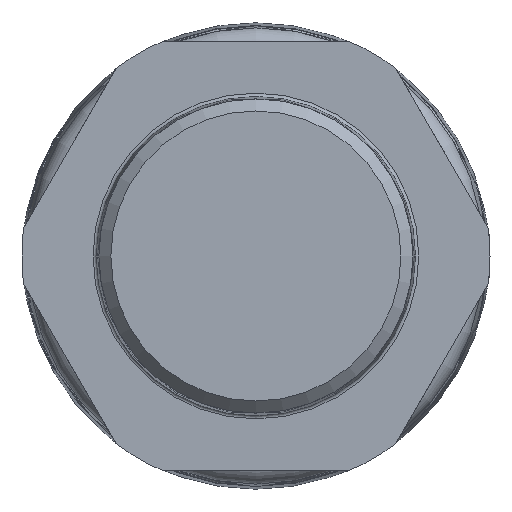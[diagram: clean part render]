
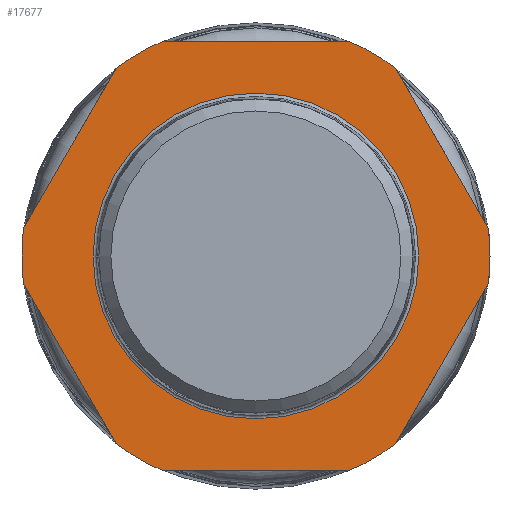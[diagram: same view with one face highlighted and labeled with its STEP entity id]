
A CAD part, left-side view. The second image highlights one B-rep face of the part: STEP entity #17677.
In plain terms, the highlighted planar face has unit normal (-1, 0, 0).
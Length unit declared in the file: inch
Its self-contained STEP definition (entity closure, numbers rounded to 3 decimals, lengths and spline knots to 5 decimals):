
#129=FACE_BOUND('',#4203,.T.);
#2046=CIRCLE('',#19450,0.96969);
#2047=CIRCLE('',#19451,0.96969);
#2051=CIRCLE('',#19457,1.3937);
#2052=CIRCLE('',#19458,1.3937);
#2053=CIRCLE('',#19459,1.3937);
#2054=CIRCLE('',#19460,1.3937);
#2055=CIRCLE('',#19461,1.3937);
#2056=CIRCLE('',#19462,1.3937);
#3218=FACE_OUTER_BOUND('',#4202,.T.);
#4202=EDGE_LOOP('',(#16227,#16228,#16229,#16230,#16231,#16232,#16233,#16234,
#16235,#16236,#16237,#16238));
#4203=EDGE_LOOP('',(#16239,#16240));
#5262=LINE('',#36197,#6016);
#5263=LINE('',#36201,#6017);
#5264=LINE('',#36205,#6018);
#5265=LINE('',#36209,#6019);
#5266=LINE('',#36213,#6020);
#5267=LINE('',#36217,#6021);
#6016=VECTOR('',#23708,0.3937);
#6017=VECTOR('',#23711,0.3937);
#6018=VECTOR('',#23714,0.3937);
#6019=VECTOR('',#23717,0.3937);
#6020=VECTOR('',#23720,0.3937);
#6021=VECTOR('',#23723,0.3937);
#8390=VERTEX_POINT('',#36182);
#8391=VERTEX_POINT('',#36184);
#8394=VERTEX_POINT('',#36195);
#8395=VERTEX_POINT('',#36196);
#8396=VERTEX_POINT('',#36198);
#8397=VERTEX_POINT('',#36200);
#8398=VERTEX_POINT('',#36202);
#8399=VERTEX_POINT('',#36204);
#8400=VERTEX_POINT('',#36206);
#8401=VERTEX_POINT('',#36208);
#8402=VERTEX_POINT('',#36210);
#8403=VERTEX_POINT('',#36212);
#8404=VERTEX_POINT('',#36214);
#8405=VERTEX_POINT('',#36216);
#11011=EDGE_CURVE('',#8390,#8391,#2046,.T.);
#11012=EDGE_CURVE('',#8391,#8390,#2047,.T.);
#11017=EDGE_CURVE('',#8394,#8395,#5262,.T.);
#11018=EDGE_CURVE('',#8396,#8395,#2051,.T.);
#11019=EDGE_CURVE('',#8396,#8397,#5263,.T.);
#11020=EDGE_CURVE('',#8398,#8397,#2052,.T.);
#11021=EDGE_CURVE('',#8398,#8399,#5264,.T.);
#11022=EDGE_CURVE('',#8400,#8399,#2053,.T.);
#11023=EDGE_CURVE('',#8400,#8401,#5265,.T.);
#11024=EDGE_CURVE('',#8402,#8401,#2054,.T.);
#11025=EDGE_CURVE('',#8402,#8403,#5266,.T.);
#11026=EDGE_CURVE('',#8404,#8403,#2055,.T.);
#11027=EDGE_CURVE('',#8404,#8405,#5267,.T.);
#11028=EDGE_CURVE('',#8394,#8405,#2056,.T.);
#16227=ORIENTED_EDGE('',*,*,#11017,.T.);
#16228=ORIENTED_EDGE('',*,*,#11018,.F.);
#16229=ORIENTED_EDGE('',*,*,#11019,.T.);
#16230=ORIENTED_EDGE('',*,*,#11020,.F.);
#16231=ORIENTED_EDGE('',*,*,#11021,.T.);
#16232=ORIENTED_EDGE('',*,*,#11022,.F.);
#16233=ORIENTED_EDGE('',*,*,#11023,.T.);
#16234=ORIENTED_EDGE('',*,*,#11024,.F.);
#16235=ORIENTED_EDGE('',*,*,#11025,.T.);
#16236=ORIENTED_EDGE('',*,*,#11026,.F.);
#16237=ORIENTED_EDGE('',*,*,#11027,.T.);
#16238=ORIENTED_EDGE('',*,*,#11028,.F.);
#16239=ORIENTED_EDGE('',*,*,#11012,.F.);
#16240=ORIENTED_EDGE('',*,*,#11011,.F.);
#16744=PLANE('',#19456);
#17677=ADVANCED_FACE('',(#3218,#129),#16744,.T.);
#19450=AXIS2_PLACEMENT_3D('',#36185,#23693,#23694);
#19451=AXIS2_PLACEMENT_3D('',#36186,#23695,#23696);
#19456=AXIS2_PLACEMENT_3D('',#36194,#23706,#23707);
#19457=AXIS2_PLACEMENT_3D('',#36199,#23709,#23710);
#19458=AXIS2_PLACEMENT_3D('',#36203,#23712,#23713);
#19459=AXIS2_PLACEMENT_3D('',#36207,#23715,#23716);
#19460=AXIS2_PLACEMENT_3D('',#36211,#23718,#23719);
#19461=AXIS2_PLACEMENT_3D('',#36215,#23721,#23722);
#19462=AXIS2_PLACEMENT_3D('',#36218,#23724,#23725);
#23693=DIRECTION('center_axis',(-1.,0.,0.));
#23694=DIRECTION('ref_axis',(0.,1.,0.));
#23695=DIRECTION('center_axis',(-1.,0.,0.));
#23696=DIRECTION('ref_axis',(0.,1.,0.));
#23706=DIRECTION('center_axis',(-1.,0.,0.));
#23707=DIRECTION('ref_axis',(0.,1.,0.));
#23708=DIRECTION('',(0.,0.5,0.866));
#23709=DIRECTION('center_axis',(1.,0.,0.));
#23710=DIRECTION('ref_axis',(0.,-1.,0.));
#23711=DIRECTION('',(0.,1.,0.));
#23712=DIRECTION('center_axis',(1.,0.,0.));
#23713=DIRECTION('ref_axis',(0.,-1.,0.));
#23714=DIRECTION('',(0.,0.5,-0.866));
#23715=DIRECTION('center_axis',(1.,0.,0.));
#23716=DIRECTION('ref_axis',(0.,-1.,0.));
#23717=DIRECTION('',(0.,-0.5,-0.866));
#23718=DIRECTION('center_axis',(1.,0.,0.));
#23719=DIRECTION('ref_axis',(0.,-1.,0.));
#23720=DIRECTION('',(0.,-1.,0.));
#23721=DIRECTION('center_axis',(1.,0.,0.));
#23722=DIRECTION('ref_axis',(0.,-1.,0.));
#23723=DIRECTION('',(0.,-0.5,0.866));
#23724=DIRECTION('center_axis',(1.,0.,0.));
#23725=DIRECTION('ref_axis',(0.,-1.,0.));
#36182=CARTESIAN_POINT('',(-2.12795,0.96969,0.));
#36184=CARTESIAN_POINT('',(-2.12795,-0.96969,0.));
#36185=CARTESIAN_POINT('Origin',(-2.12795,0.,
0.));
#36186=CARTESIAN_POINT('Origin',(-2.12795,0.,
0.));
#36194=CARTESIAN_POINT('Origin',(-2.12795,0.,
-1.3937));
#36195=CARTESIAN_POINT('',(-2.12795,-1.38433,0.16132));
#36196=CARTESIAN_POINT('',(-2.12795,-0.83187,1.11821));
#36197=CARTESIAN_POINT('',(-2.12795,-1.54796,-0.1221));
#36198=CARTESIAN_POINT('',(-2.12795,-0.55246,1.27953));
#36199=CARTESIAN_POINT('Origin',(-2.12795,0.,
0.));
#36200=CARTESIAN_POINT('',(-2.12795,0.55246,1.27953));
#36201=CARTESIAN_POINT('',(-2.12795,-0.27623,1.27953));
#36202=CARTESIAN_POINT('',(-2.12795,0.83187,1.11821));
#36203=CARTESIAN_POINT('Origin',(-2.12795,0.,
0.));
#36204=CARTESIAN_POINT('',(-2.12795,1.38433,0.16132));
#36205=CARTESIAN_POINT('',(-2.12795,1.27173,0.35635));
#36206=CARTESIAN_POINT('',(-2.12795,1.38433,-0.16132));
#36207=CARTESIAN_POINT('Origin',(-2.12795,0.,
0.));
#36208=CARTESIAN_POINT('',(-2.12795,0.83187,-1.11821));
#36209=CARTESIAN_POINT('',(-2.12795,0.94447,-0.92318));
#36210=CARTESIAN_POINT('',(-2.12795,0.55246,-1.27953));
#36211=CARTESIAN_POINT('Origin',(-2.12795,0.,
0.));
#36212=CARTESIAN_POINT('',(-2.12795,-0.55246,-1.27953));
#36213=CARTESIAN_POINT('',(-2.12795,0.27623,-1.27953));
#36214=CARTESIAN_POINT('',(-2.12795,-0.83187,-1.11821));
#36215=CARTESIAN_POINT('Origin',(-2.12795,0.,
0.));
#36216=CARTESIAN_POINT('',(-2.12795,-1.38433,-0.16132));
#36217=CARTESIAN_POINT('',(-2.12795,-0.66824,-1.40162));
#36218=CARTESIAN_POINT('Origin',(-2.12795,0.,
0.));
